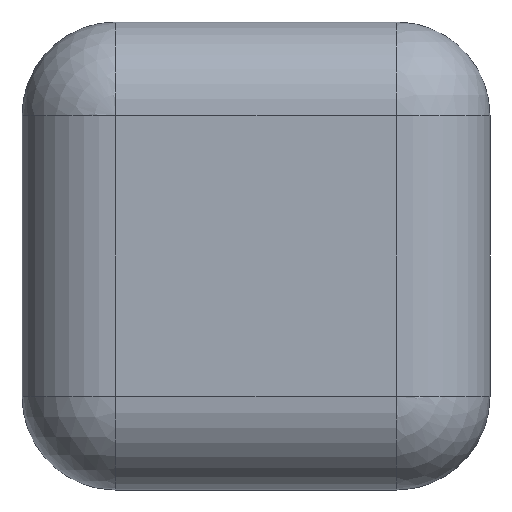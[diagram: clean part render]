
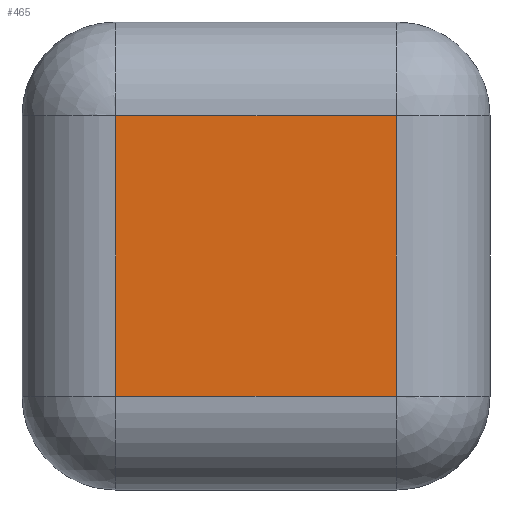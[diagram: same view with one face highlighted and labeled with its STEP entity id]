
A CAD part, left-side view. The second image highlights one B-rep face of the part: STEP entity #465.
In plain terms, the highlighted planar face has unit normal (-1, 0, 0).
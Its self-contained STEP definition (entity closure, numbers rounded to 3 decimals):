
#13=DIRECTION('',(0.,0.,1.));
#14=DIRECTION('',(1.,0.,0.));
#28=VECTOR('',#13,1.);
#46=DIRECTION('',(0.,1.,0.));
#123=CARTESIAN_POINT('',(-1.,-0.625,0.25));
#133=CARTESIAN_POINT('',(-1.,-0.625,1.));
#136=CARTESIAN_POINT('',(-1.,-0.625,0.));
#209=CARTESIAN_POINT('',(-1.,-0.375,0.));
#213=CARTESIAN_POINT('',(-1.,-0.375,0.25));
#222=VECTOR('',#46,1.);
#253=CARTESIAN_POINT('',(-1.,-0.375,1.));
#279=VERTEX_POINT('',#213);
#284=VERTEX_POINT('',#253);
#287=ORIENTED_EDGE('',*,*,#288,.F.);
#288=EDGE_CURVE('',#279,#284,#289,.T.);
#289=LINE('',#209,#28);
#385=CARTESIAN_POINT('',(-1.,0.375,0.));
#465=ADVANCED_FACE('',(#466),#481,.F.);
#466=FACE_BOUND('',#467,.F.);
#467=EDGE_LOOP('',(#287,#468,#473,#478));
#468=ORIENTED_EDGE('',*,*,#469,.T.);
#469=EDGE_CURVE('',#279,#470,#472,.T.);
#470=VERTEX_POINT('',#471);
#471=CARTESIAN_POINT('',(-1.,0.375,0.25));
#472=LINE('',#123,#222);
#473=ORIENTED_EDGE('',*,*,#474,.T.);
#474=EDGE_CURVE('',#470,#475,#477,.T.);
#475=VERTEX_POINT('',#476);
#476=CARTESIAN_POINT('',(-1.,0.375,1.));
#477=LINE('',#385,#28);
#478=ORIENTED_EDGE('',*,*,#479,.F.);
#479=EDGE_CURVE('',#284,#475,#480,.T.);
#480=LINE('',#133,#222);
#481=PLANE('',#482);
#482=AXIS2_PLACEMENT_3D('',#136,#14,#13);
